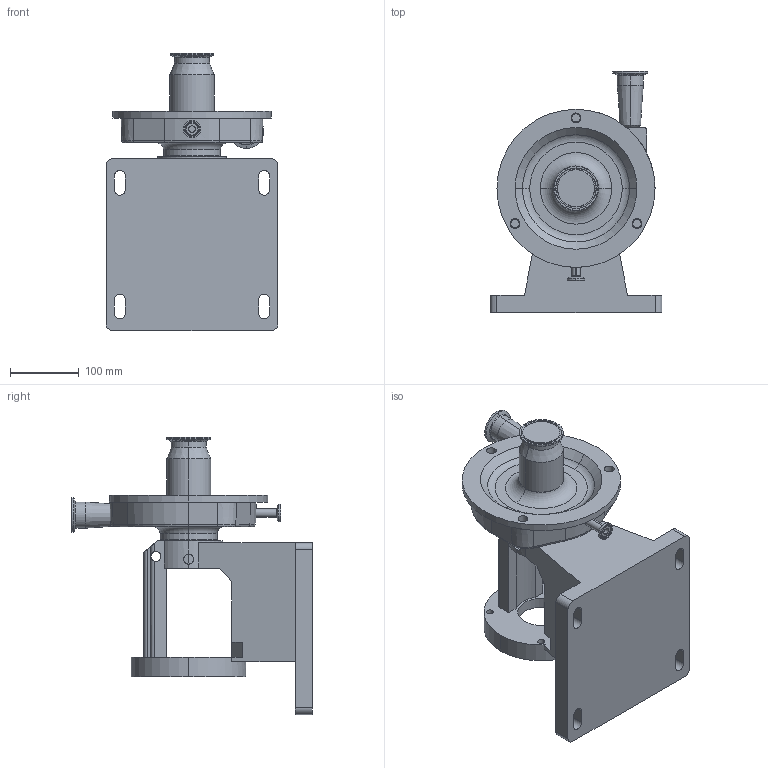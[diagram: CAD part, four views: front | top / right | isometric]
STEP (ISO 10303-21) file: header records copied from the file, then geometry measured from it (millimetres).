
FILE_DESCRIPTION (( 'STEP AP214' ), '1' );
FILE_NAME ('FP 720 140TC VERTICAL 1-2 In STRAIGHT DRAIN.STEP', '2010-02-26T21:50:39', ( ' ' ), ( '' ), 'SwSTEP 2.0', 'SolidWorks 2010', '' );
FILE_SCHEMA (( 'AUTOMOTIVE_DESIGN' ));
Length unit declared in the file: millimetre
Products named in the file (2): FP 720 140TC VERTICAL 1-2 In STRAIGHT DRAIN^1275000105; FP 720 140TC VERTICAL 1-2 In STRAIGHT DRAIN
Assembly tree (1 placements, depth 2):
  FP 720 140TC VERTICAL 1-2 In STRAIGHT DRAIN
    FP 720 140TC VERTICAL 1-2 In STRAIGHT DRAIN^1275000105
Bounding box: 250 x 350 x 403 mm (x, y, z)
Volume: 6269546.6 mm3; surface area: 547206.4 mm2
Topology: 1 solids, 2 shells, 280 faces, 710 edges, 444 vertices
Faces by surface type: cylinder 114, plane 86, cone 41, torus 38, bspline 1
Entity records: 9169 total; most frequent: CARTESIAN_POINT 2074, DIRECTION 1590, ORIENTED_EDGE 1420, EDGE_CURVE 710, AXIS2_PLACEMENT_3D 623, VERTEX_POINT 444, VECTOR 344, LINE 344
